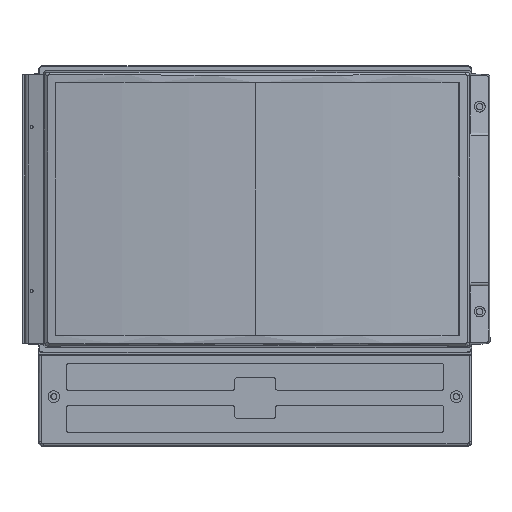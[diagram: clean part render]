
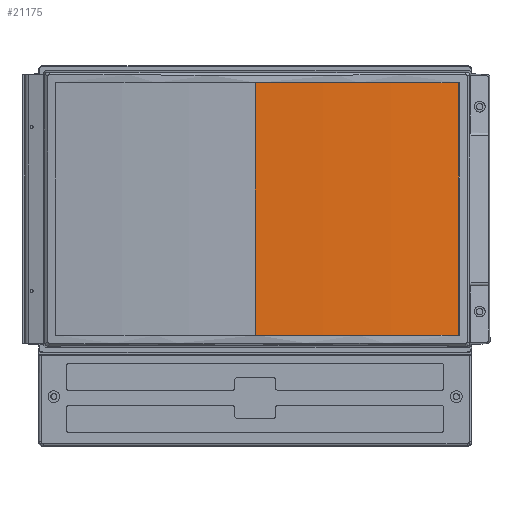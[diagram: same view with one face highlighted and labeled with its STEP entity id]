
A CAD part, top view. The second image highlights one B-rep face of the part: STEP entity #21175.
In plain terms, the highlighted cylindrical face has radius 1099 mm (diameter 2198 mm), a partial arc.
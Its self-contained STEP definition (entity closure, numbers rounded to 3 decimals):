
#952 = CIRCLE ( 'NONE', #14285, 1099. ) ;
#1490 = ORIENTED_EDGE ( 'NONE', *, *, #20267, .F. ) ;
#3672 = ORIENTED_EDGE ( 'NONE', *, *, #15832, .F. ) ;
#4266 = VERTEX_POINT ( 'NONE', #23894 ) ;
#5082 = ORIENTED_EDGE ( 'NONE', *, *, #23044, .T. ) ;
#6712 = LINE ( 'NONE', #7150, #7203 ) ;
#7150 = CARTESIAN_POINT ( 'NONE',  ( -0.06, -86.25, 34.015 ) ) ;
#7203 = VECTOR ( 'NONE', #13729, 1000. ) ;
#8356 = CARTESIAN_POINT ( 'NONE',  ( -139.273, -86.25, 25.162 ) ) ;
#8960 = ORIENTED_EDGE ( 'NONE', *, *, #22503, .T. ) ;
#9256 = LINE ( 'NONE', #8356, #17098 ) ;
#9752 = DIRECTION ( 'NONE',  ( 0., 1., 0. ) ) ;
#10975 = CARTESIAN_POINT ( 'NONE',  ( -0.06, 86.25, -1064.985 ) ) ;
#11445 = DIRECTION ( 'NONE',  ( 1., 0., 0. ) ) ;
#11622 = CYLINDRICAL_SURFACE ( 'NONE', #15488, 1099. ) ;
#12435 = VERTEX_POINT ( 'NONE', #24211 ) ;
#12873 = DIRECTION ( 'NONE',  ( 0., 1., 0. ) ) ;
#13729 = DIRECTION ( 'NONE',  ( 0., 1., 0. ) ) ;
#13889 = EDGE_LOOP ( 'NONE', ( #5082, #8960, #3672, #1490 ) ) ;
#14285 = AXIS2_PLACEMENT_3D ( 'NONE', #17255, #18543, #11445 ) ;
#14389 = CARTESIAN_POINT ( 'NONE',  ( -0.06, 86.25, 34.015 ) ) ;
#15119 = VERTEX_POINT ( 'NONE', #14389 ) ;
#15488 = AXIS2_PLACEMENT_3D ( 'NONE', #24554, #12873, #17277 ) ;
#15832 = EDGE_CURVE ( 'NONE', #4266, #15119, #19350, .T. ) ;
#17098 = VECTOR ( 'NONE', #9752, 1000. ) ;
#17255 = CARTESIAN_POINT ( 'NONE',  ( -0.06, -86.25, -1064.985 ) ) ;
#17277 = DIRECTION ( 'NONE',  ( 0., 0., 1. ) ) ;
#18543 = DIRECTION ( 'NONE',  ( 0., 1., 0. ) ) ;
#18687 = CARTESIAN_POINT ( 'NONE',  ( -0.06, -86.25, 34.015 ) ) ;
#19350 = CIRCLE ( 'NONE', #24637, 1099. ) ;
#20264 = DIRECTION ( 'NONE',  ( 0., 1., 0. ) ) ;
#20267 = EDGE_CURVE ( 'NONE', #12435, #4266, #9256, .T. ) ;
#20305 = FACE_OUTER_BOUND ( 'NONE', #13889, .T. ) ;
#21175 = ADVANCED_FACE ( 'NONE', ( #20305 ), #11622, .T. ) ;
#22187 = DIRECTION ( 'NONE',  ( 1., 0., 0. ) ) ;
#22503 = EDGE_CURVE ( 'NONE', #23966, #15119, #6712, .T. ) ;
#23044 = EDGE_CURVE ( 'NONE', #12435, #23966, #952, .T. ) ;
#23894 = CARTESIAN_POINT ( 'NONE',  ( -139.273, 86.25, 25.162 ) ) ;
#23966 = VERTEX_POINT ( 'NONE', #18687 ) ;
#24211 = CARTESIAN_POINT ( 'NONE',  ( -139.273, -86.25, 25.162 ) ) ;
#24554 = CARTESIAN_POINT ( 'NONE',  ( -0.06, -86.25, -1064.985 ) ) ;
#24637 = AXIS2_PLACEMENT_3D ( 'NONE', #10975, #20264, #22187 ) ;
